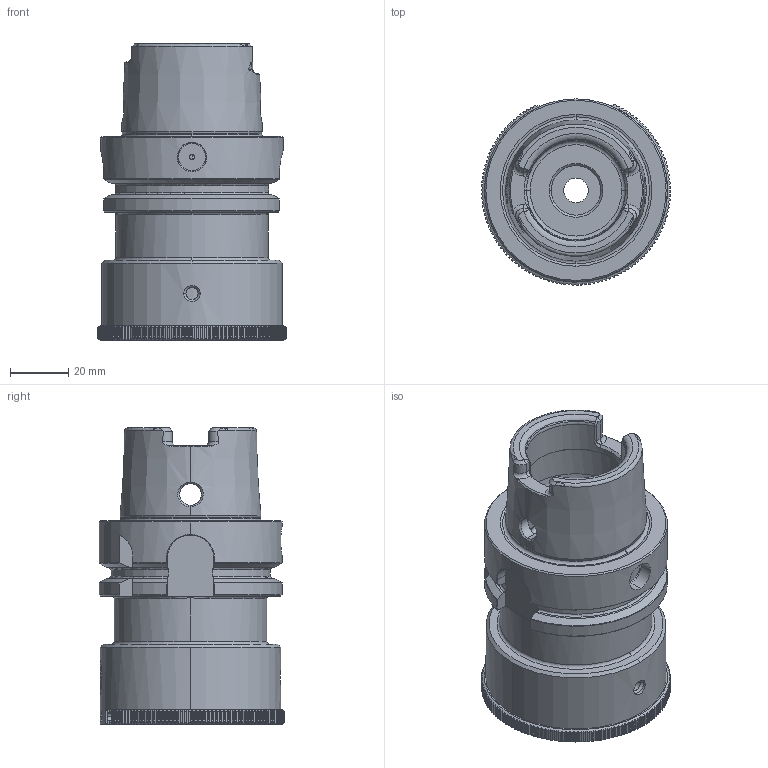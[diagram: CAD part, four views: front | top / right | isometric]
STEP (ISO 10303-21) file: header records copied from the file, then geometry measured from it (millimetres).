
FILE_DESCRIPTION(('no description'),'unknown implementation level');
FILE_NAME('4329F566-75C1-497C-AF7F-5C48A3727AE0_export.stp',' ',('CIMSOURCE GmbH'),('CADClick - KiM GmbH - www.kimweb.de'),'unknown preprocess','ACIS','unknown authorization');
FILE_SCHEMA(('automotive_design'));
Length unit declared in the file: millimetre
Products named in the file (2): 336.309 Kaiser BVH HSK-A63 X CK6|336.309 Kaiser BVH HSK-A63 X CK6_Standard;NONE; 336.309 Kaiser BVH HSK-A63 X CK6|690.436 Kaiser ETL M12 X 18 CK6_Standard;NONE
Bounding box: 65 x 63.97 x 101.9 mm (x, y, z)
Volume: 152422.4 mm3; surface area: 43484.2 mm2
Topology: 2 solids, 2 shells, 895 faces, 2557 edges, 1660 vertices
Faces by surface type: plane 508, cylinder 228, cone 94, torus 47, bspline 18
Entity records: 61986 total; most frequent: CARTESIAN_POINT 12662, STYLED_ITEM 5110, PRESENTATION_STYLE_ASSIGNMENT 5110, COLOUR_RGB 5110, ORIENTED_EDGE 5106, DIRECTION 3942, EDGE_CURVE 2553, CURVE_STYLE 2553
